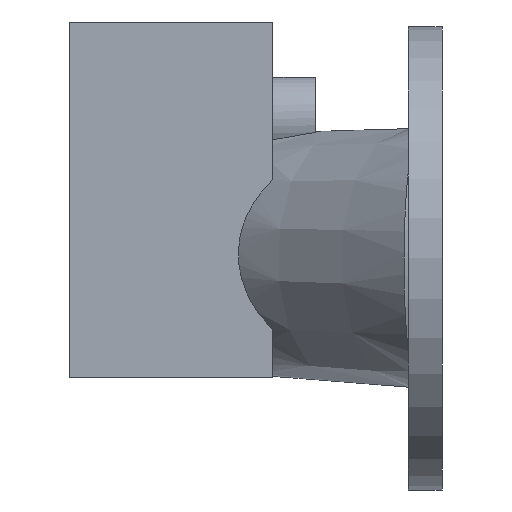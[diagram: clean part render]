
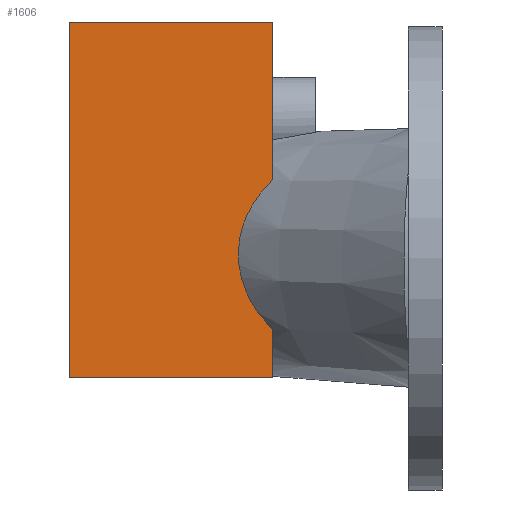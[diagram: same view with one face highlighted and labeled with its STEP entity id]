
A CAD part, left-side view. The second image highlights one B-rep face of the part: STEP entity #1606.
In plain terms, the highlighted planar face has unit normal (-1, 0, 0).
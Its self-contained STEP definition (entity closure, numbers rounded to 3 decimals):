
#184=FACE_OUTER_BOUND('',#277,.T.);
#277=EDGE_LOOP('',(#1362,#1363,#1364,#1365,#1366,#1367));
#337=B_SPLINE_CURVE_WITH_KNOTS('',3,(#2981,#2982,#2983,#2984,#2985,#2986,
#2987,#2988,#2989,#2990,#2991,#2992),.UNSPECIFIED.,.F.,.F.,(4,2,2,2,2,4),
(0.068,0.3,0.533,0.741,
0.925,1.084),.UNSPECIFIED.);
#465=LINE('',#3127,#615);
#466=LINE('',#3129,#616);
#467=LINE('',#3131,#617);
#468=LINE('',#3133,#618);
#469=LINE('',#3134,#619);
#615=VECTOR('',#2057,10.);
#616=VECTOR('',#2058,10.);
#617=VECTOR('',#2059,10.);
#618=VECTOR('',#2060,10.);
#619=VECTOR('',#2061,10.);
#766=VERTEX_POINT('',#2951);
#767=VERTEX_POINT('',#2980);
#777=VERTEX_POINT('',#3126);
#778=VERTEX_POINT('',#3128);
#779=VERTEX_POINT('',#3130);
#780=VERTEX_POINT('',#3132);
#969=EDGE_CURVE('',#767,#766,#337,.T.);
#991=EDGE_CURVE('',#777,#766,#465,.T.);
#992=EDGE_CURVE('',#777,#778,#466,.T.);
#993=EDGE_CURVE('',#779,#778,#467,.T.);
#994=EDGE_CURVE('',#780,#779,#468,.T.);
#995=EDGE_CURVE('',#767,#780,#469,.T.);
#1362=ORIENTED_EDGE('',*,*,#969,.T.);
#1363=ORIENTED_EDGE('',*,*,#991,.F.);
#1364=ORIENTED_EDGE('',*,*,#992,.T.);
#1365=ORIENTED_EDGE('',*,*,#993,.F.);
#1366=ORIENTED_EDGE('',*,*,#994,.F.);
#1367=ORIENTED_EDGE('',*,*,#995,.F.);
#1525=PLANE('',#1732);
#1606=ADVANCED_FACE('',(#184),#1525,.T.);
#1732=AXIS2_PLACEMENT_3D('',#3125,#2055,#2056);
#2055=DIRECTION('center_axis',(-1.,0.,0.));
#2056=DIRECTION('ref_axis',(0.,0.,1.));
#2057=DIRECTION('',(0.,0.,-1.));
#2058=DIRECTION('',(0.,1.,0.));
#2059=DIRECTION('',(0.,0.,1.));
#2060=DIRECTION('',(0.,1.,0.));
#2061=DIRECTION('',(0.,0.,-1.));
#2951=CARTESIAN_POINT('',(-13.779,0.,3.34));
#2980=CARTESIAN_POINT('',(-13.779,0.,-5.571));
#2981=CARTESIAN_POINT('Ctrl Pts',(-13.779,0.,
-5.571));
#2982=CARTESIAN_POINT('Ctrl Pts',(-13.779,0.546,-5.025));
#2983=CARTESIAN_POINT('Ctrl Pts',(-13.779,1.018,-4.409));
#2984=CARTESIAN_POINT('Ctrl Pts',(-13.779,1.728,-3.04));
#2985=CARTESIAN_POINT('Ctrl Pts',(-13.779,1.957,-2.301));
#2986=CARTESIAN_POINT('Ctrl Pts',(-13.779,2.082,-0.843));
#2987=CARTESIAN_POINT('Ctrl Pts',(-13.779,2.009,-0.158));
#2988=CARTESIAN_POINT('Ctrl Pts',(-13.779,1.632,1.086));
#2989=CARTESIAN_POINT('Ctrl Pts',(-13.779,1.363,1.633));
#2990=CARTESIAN_POINT('Ctrl Pts',(-13.779,0.728,2.574));
#2991=CARTESIAN_POINT('Ctrl Pts',(-13.779,0.382,2.975));
#2992=CARTESIAN_POINT('Ctrl Pts',(-13.779,0.,
3.34));
#3125=CARTESIAN_POINT('Origin',(-13.779,2.,-8.351));
#3126=CARTESIAN_POINT('',(-13.779,0.,12.649));
#3127=CARTESIAN_POINT('',(-13.779,0.,-8.351));
#3128=CARTESIAN_POINT('',(-13.779,12.,12.649));
#3129=CARTESIAN_POINT('',(-13.779,2.,12.649));
#3130=CARTESIAN_POINT('',(-13.779,12.,-8.351));
#3131=CARTESIAN_POINT('',(-13.779,12.,-8.351));
#3132=CARTESIAN_POINT('',(-13.779,0.,-8.351));
#3133=CARTESIAN_POINT('',(-13.779,2.,-8.351));
#3134=CARTESIAN_POINT('',(-13.779,0.,-8.351));
